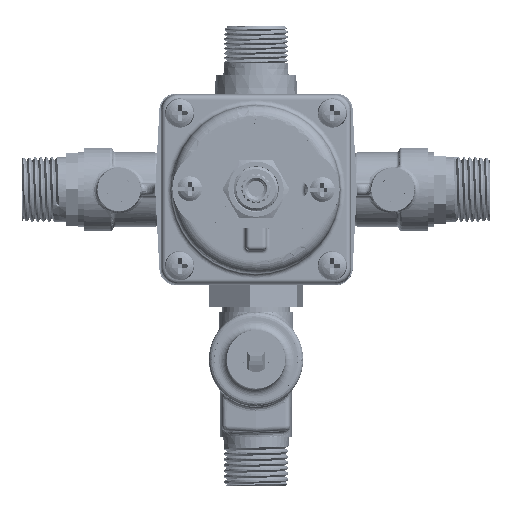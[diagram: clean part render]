
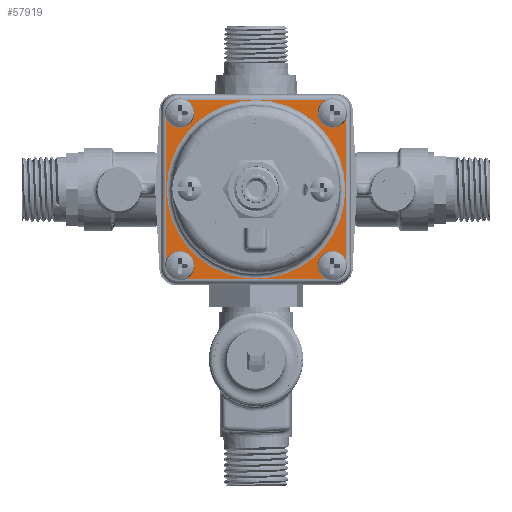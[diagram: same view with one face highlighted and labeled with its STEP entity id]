
A CAD part, top view. The second image highlights one B-rep face of the part: STEP entity #57919.
In plain terms, the highlighted planar face has unit normal (0, 0, 1).
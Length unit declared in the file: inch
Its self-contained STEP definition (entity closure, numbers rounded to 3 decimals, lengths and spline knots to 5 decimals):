
#52155=DIRECTION('',(0.,1.,0.));
#52156=VECTOR('',#52155,2.);
#52157=CARTESIAN_POINT('',(-1.14313,-1.,0.25));
#52158=LINE('',#52157,#52156);
#52174=DIRECTION('',(-1.,0.,0.));
#52175=VECTOR('',#52174,2.);
#52176=CARTESIAN_POINT('',(1.,-1.14313,0.25));
#52177=LINE('',#52176,#52175);
#52182=CARTESIAN_POINT('',(1.,1.,0.25));
#52183=DIRECTION('',(0.,0.,1.));
#52184=DIRECTION('',(1.,0.,0.));
#52185=AXIS2_PLACEMENT_3D('',#52182,#52183,#52184);
#52187=CARTESIAN_POINT('',(1.,-1.,0.25));
#52188=DIRECTION('',(0.,0.,1.));
#52189=DIRECTION('',(0.,-1.,0.));
#52190=AXIS2_PLACEMENT_3D('',#52187,#52188,#52189);
#52192=CARTESIAN_POINT('',(-1.,-1.,0.25));
#52193=DIRECTION('',(0.,0.,1.));
#52194=DIRECTION('',(-1.,0.,0.));
#52195=AXIS2_PLACEMENT_3D('',#52192,#52193,#52194);
#52197=CARTESIAN_POINT('',(-1.,1.,0.25));
#52198=DIRECTION('',(0.,0.,1.));
#52199=DIRECTION('',(0.,1.,0.));
#52200=AXIS2_PLACEMENT_3D('',#52197,#52198,#52199);
#52202=CARTESIAN_POINT('',(-0.97227,0.97227,0.25));
#52203=DIRECTION('',(0.,0.,-1.));
#52204=DIRECTION('',(1.,0.,0.));
#52205=AXIS2_PLACEMENT_3D('',#52202,#52203,#52204);
#52207=CARTESIAN_POINT('',(-0.97227,0.97227,0.25));
#52208=DIRECTION('',(0.,0.,-1.));
#52209=DIRECTION('',(-1.,0.,0.));
#52210=AXIS2_PLACEMENT_3D('',#52207,#52208,#52209);
#52212=CARTESIAN_POINT('',(-0.97227,-0.97227,0.25));
#52213=DIRECTION('',(0.,0.,-1.));
#52214=DIRECTION('',(1.,0.,0.));
#52215=AXIS2_PLACEMENT_3D('',#52212,#52213,#52214);
#52217=CARTESIAN_POINT('',(-0.97227,-0.97227,0.25));
#52218=DIRECTION('',(0.,0.,-1.));
#52219=DIRECTION('',(-1.,0.,0.));
#52220=AXIS2_PLACEMENT_3D('',#52217,#52218,#52219);
#52222=CARTESIAN_POINT('',(0.97227,-0.97227,0.25));
#52223=DIRECTION('',(0.,0.,-1.));
#52224=DIRECTION('',(1.,0.,0.));
#52225=AXIS2_PLACEMENT_3D('',#52222,#52223,#52224);
#52227=CARTESIAN_POINT('',(0.97227,-0.97227,0.25));
#52228=DIRECTION('',(0.,0.,-1.));
#52229=DIRECTION('',(-1.,0.,0.));
#52230=AXIS2_PLACEMENT_3D('',#52227,#52228,#52229);
#52232=CARTESIAN_POINT('',(0.97227,0.97227,0.25));
#52233=DIRECTION('',(0.,0.,-1.));
#52234=DIRECTION('',(1.,0.,0.));
#52235=AXIS2_PLACEMENT_3D('',#52232,#52233,#52234);
#52237=CARTESIAN_POINT('',(0.97227,0.97227,0.25));
#52238=DIRECTION('',(0.,0.,-1.));
#52239=DIRECTION('',(-1.,0.,0.));
#52240=AXIS2_PLACEMENT_3D('',#52237,#52238,#52239);
#52242=CARTESIAN_POINT('',(0.,0.,0.25));
#52243=DIRECTION('',(0.,0.,-1.));
#52244=DIRECTION('',(1.,0.,0.));
#52245=AXIS2_PLACEMENT_3D('',#52242,#52243,#52244);
#52247=CARTESIAN_POINT('',(0.,0.,0.25));
#52248=DIRECTION('',(0.,0.,-1.));
#52249=DIRECTION('',(-1.,0.,0.));
#52250=AXIS2_PLACEMENT_3D('',#52247,#52248,#52249);
#52267=DIRECTION('',(0.,-1.,0.));
#52268=VECTOR('',#52267,2.);
#52269=CARTESIAN_POINT('',(1.14313,1.,0.25));
#52270=LINE('',#52269,#52268);
#52290=DIRECTION('',(1.,0.,0.));
#52291=VECTOR('',#52290,2.);
#52292=CARTESIAN_POINT('',(-1.,1.14313,0.25));
#52293=LINE('',#52292,#52291);
#56501=CARTESIAN_POINT('',(-0.85377,0.97227,0.25));
#56502=CARTESIAN_POINT('',(-1.09077,0.97227,0.25));
#56503=VERTEX_POINT('',#56501);
#56504=VERTEX_POINT('',#56502);
#56509=CARTESIAN_POINT('',(-0.85377,-0.97227,0.25));
#56510=CARTESIAN_POINT('',(-1.09077,-0.97227,0.25));
#56511=VERTEX_POINT('',#56509);
#56512=VERTEX_POINT('',#56510);
#56517=CARTESIAN_POINT('',(1.09077,-0.97227,0.25));
#56518=CARTESIAN_POINT('',(0.85377,-0.97227,0.25));
#56519=VERTEX_POINT('',#56517);
#56520=VERTEX_POINT('',#56518);
#56525=CARTESIAN_POINT('',(1.09077,0.97227,0.25));
#56526=CARTESIAN_POINT('',(0.85377,0.97227,0.25));
#56527=VERTEX_POINT('',#56525);
#56528=VERTEX_POINT('',#56526);
#56626=CARTESIAN_POINT('',(1.13694,0.,0.25));
#56627=VERTEX_POINT('',#56626);
#56628=CARTESIAN_POINT('',(-1.13694,0.,0.25));
#56629=VERTEX_POINT('',#56628);
#56951=CARTESIAN_POINT('',(1.14313,1.,0.25));
#56952=CARTESIAN_POINT('',(1.,1.14313,0.25));
#56953=VERTEX_POINT('',#56951);
#56954=VERTEX_POINT('',#56952);
#56955=CARTESIAN_POINT('',(1.14315,-1.,0.25));
#56956=VERTEX_POINT('',#56955);
#56957=CARTESIAN_POINT('',(1.,-1.14313,0.25));
#56958=VERTEX_POINT('',#56957);
#56959=CARTESIAN_POINT('',(-1.,-1.14315,0.25));
#56960=VERTEX_POINT('',#56959);
#56961=CARTESIAN_POINT('',(-1.14313,-1.,0.25));
#56962=VERTEX_POINT('',#56961);
#56963=CARTESIAN_POINT('',(-1.14315,1.,0.25));
#56964=VERTEX_POINT('',#56963);
#56965=CARTESIAN_POINT('',(-1.,1.14313,0.25));
#56966=VERTEX_POINT('',#56965);
#57869=CARTESIAN_POINT('',(0.,0.,0.25));
#57870=DIRECTION('',(0.,0.,1.));
#57871=DIRECTION('',(1.,0.,0.));
#57872=AXIS2_PLACEMENT_3D('',#57869,#57870,#57871);
#57873=PLANE('',#57872);
#57875=ORIENTED_EDGE('',*,*,#57874,.F.);
#57877=ORIENTED_EDGE('',*,*,#57876,.T.);
#57879=ORIENTED_EDGE('',*,*,#57878,.F.);
#57880=ORIENTED_EDGE('',*,*,#57854,.T.);
#57881=ORIENTED_EDGE('',*,*,#57836,.F.);
#57882=ORIENTED_EDGE('',*,*,#57815,.T.);
#57884=ORIENTED_EDGE('',*,*,#57883,.F.);
#57886=ORIENTED_EDGE('',*,*,#57885,.T.);
#57887=EDGE_LOOP('',(#57875,#57877,#57879,#57880,#57881,#57882,#57884,#57886));
#57888=FACE_OUTER_BOUND('',#57887,.F.);
#57890=ORIENTED_EDGE('',*,*,#57889,.F.);
#57892=ORIENTED_EDGE('',*,*,#57891,.F.);
#57893=EDGE_LOOP('',(#57890,#57892));
#57894=FACE_BOUND('',#57893,.F.);
#57896=ORIENTED_EDGE('',*,*,#57895,.F.);
#57898=ORIENTED_EDGE('',*,*,#57897,.F.);
#57899=EDGE_LOOP('',(#57896,#57898));
#57900=FACE_BOUND('',#57899,.F.);
#57902=ORIENTED_EDGE('',*,*,#57901,.F.);
#57904=ORIENTED_EDGE('',*,*,#57903,.F.);
#57905=EDGE_LOOP('',(#57902,#57904));
#57906=FACE_BOUND('',#57905,.F.);
#57908=ORIENTED_EDGE('',*,*,#57907,.F.);
#57910=ORIENTED_EDGE('',*,*,#57909,.F.);
#57911=EDGE_LOOP('',(#57908,#57910));
#57912=FACE_BOUND('',#57911,.F.);
#57914=ORIENTED_EDGE('',*,*,#57913,.F.);
#57916=ORIENTED_EDGE('',*,*,#57915,.F.);
#57917=EDGE_LOOP('',(#57914,#57916));
#57918=FACE_BOUND('',#57917,.F.);
#52186=CIRCLE('',#52185,0.14313);
#52191=CIRCLE('',#52190,0.14313);
#52196=CIRCLE('',#52195,0.14313);
#52201=CIRCLE('',#52200,0.14313);
#52206=CIRCLE('',#52205,0.1185);
#52211=CIRCLE('',#52210,0.1185);
#52216=CIRCLE('',#52215,0.1185);
#52221=CIRCLE('',#52220,0.1185);
#52226=CIRCLE('',#52225,0.1185);
#52231=CIRCLE('',#52230,0.1185);
#52236=CIRCLE('',#52235,0.1185);
#52241=CIRCLE('',#52240,0.1185);
#52246=CIRCLE('',#52245,1.13694);
#52251=CIRCLE('',#52250,1.13694);
#57815=EDGE_CURVE('',#56962,#56964,#52158,.T.);
#57836=EDGE_CURVE('',#56962,#56960,#52196,.T.);
#57854=EDGE_CURVE('',#56958,#56960,#52177,.T.);
#57874=EDGE_CURVE('',#56953,#56954,#52186,.T.);
#57876=EDGE_CURVE('',#56953,#56956,#52270,.T.);
#57878=EDGE_CURVE('',#56958,#56956,#52191,.T.);
#57883=EDGE_CURVE('',#56966,#56964,#52201,.T.);
#57885=EDGE_CURVE('',#56966,#56954,#52293,.T.);
#57889=EDGE_CURVE('',#56503,#56504,#52206,.T.);
#57891=EDGE_CURVE('',#56504,#56503,#52211,.T.);
#57895=EDGE_CURVE('',#56511,#56512,#52216,.T.);
#57897=EDGE_CURVE('',#56512,#56511,#52221,.T.);
#57901=EDGE_CURVE('',#56519,#56520,#52226,.T.);
#57903=EDGE_CURVE('',#56520,#56519,#52231,.T.);
#57907=EDGE_CURVE('',#56527,#56528,#52236,.T.);
#57909=EDGE_CURVE('',#56528,#56527,#52241,.T.);
#57913=EDGE_CURVE('',#56627,#56629,#52246,.T.);
#57915=EDGE_CURVE('',#56629,#56627,#52251,.T.);
#57919=ADVANCED_FACE('',(#57888,#57894,#57900,#57906,#57912,#57918),#57873,.T.);
